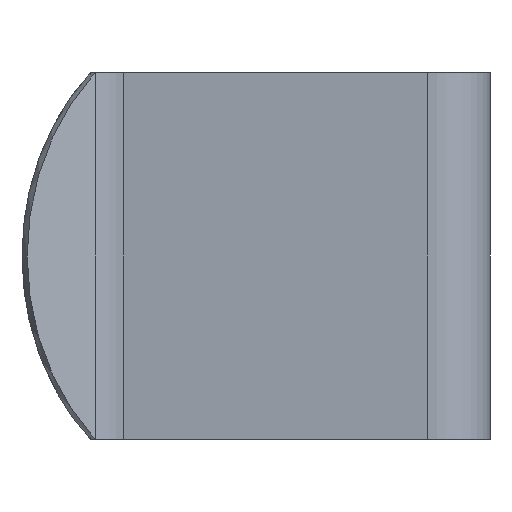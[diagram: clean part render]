
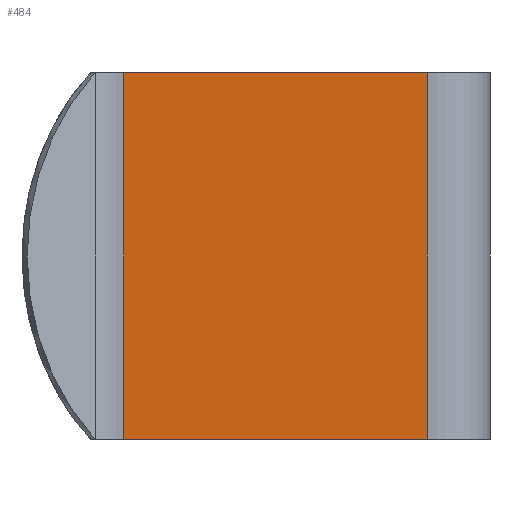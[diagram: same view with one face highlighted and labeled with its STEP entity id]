
A CAD part, left-side view. The second image highlights one B-rep face of the part: STEP entity #484.
In plain terms, the highlighted planar face has unit normal (-0.994, 0.11, 0).
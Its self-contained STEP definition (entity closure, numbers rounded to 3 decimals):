
#36=FACE_OUTER_BOUND('',#62,.T.);
#62=EDGE_LOOP('',(#387,#388,#389,#390));
#106=LINE('',#738,#154);
#129=LINE('',#821,#177);
#135=LINE('',#838,#183);
#136=LINE('',#840,#184);
#154=VECTOR('',#585,1000.);
#177=VECTOR('',#646,1000.);
#183=VECTOR('',#672,1000.);
#184=VECTOR('',#675,1000.);
#203=VERTEX_POINT('',#735);
#204=VERTEX_POINT('',#737);
#244=VERTEX_POINT('',#818);
#245=VERTEX_POINT('',#820);
#251=EDGE_CURVE('',#203,#204,#106,.T.);
#292=EDGE_CURVE('',#245,#244,#129,.T.);
#303=EDGE_CURVE('',#203,#245,#135,.T.);
#304=EDGE_CURVE('',#204,#244,#136,.T.);
#387=ORIENTED_EDGE('',*,*,#292,.T.);
#388=ORIENTED_EDGE('',*,*,#304,.F.);
#389=ORIENTED_EDGE('',*,*,#251,.F.);
#390=ORIENTED_EDGE('',*,*,#303,.T.);
#469=PLANE('',#557);
#484=ADVANCED_FACE('',(#36),#469,.F.);
#557=AXIS2_PLACEMENT_3D('',#839,#673,#674);
#585=DIRECTION('',(-0.11,-0.994,0.));
#646=DIRECTION('',(-0.11,-0.994,0.));
#672=DIRECTION('',(0.,0.,-1.));
#673=DIRECTION('center_axis',(0.994,-0.11,0.));
#674=DIRECTION('ref_axis',(0.11,0.994,0.));
#675=DIRECTION('',(0.,0.,-1.));
#735=CARTESIAN_POINT('',(-10.206,2.8,3.9));
#737=CARTESIAN_POINT('',(-10.923,-3.668,3.9));
#738=CARTESIAN_POINT('',(-10.206,2.8,3.9));
#818=CARTESIAN_POINT('',(-10.923,-3.668,-3.9));
#820=CARTESIAN_POINT('',(-10.206,2.8,-3.9));
#821=CARTESIAN_POINT('',(-10.206,2.8,-3.9));
#838=CARTESIAN_POINT('',(-10.206,2.8,3.9));
#839=CARTESIAN_POINT('Origin',(-10.206,2.8,3.9));
#840=CARTESIAN_POINT('',(-10.923,-3.668,3.9));
